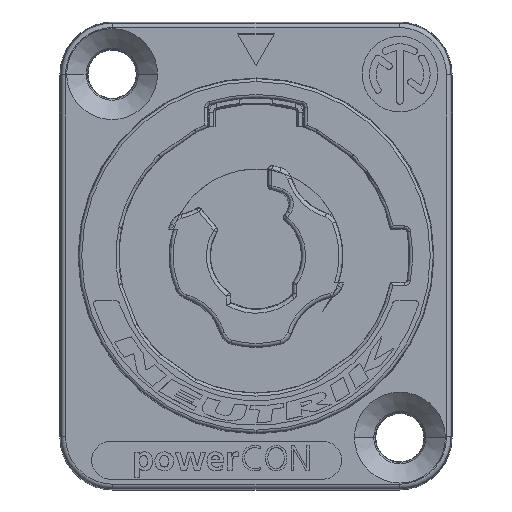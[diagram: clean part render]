
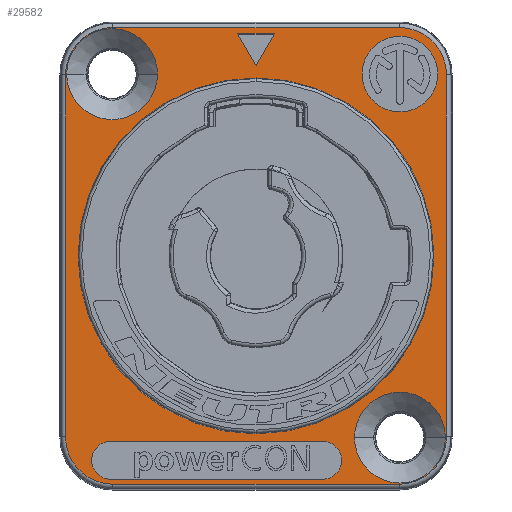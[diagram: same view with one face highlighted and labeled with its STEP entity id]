
A CAD part, top view. The second image highlights one B-rep face of the part: STEP entity #29582.
In plain terms, the highlighted planar face has unit normal (0, 0, 1).
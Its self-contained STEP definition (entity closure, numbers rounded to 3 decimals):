
#7052=CARTESIAN_POINT('',(9.5,12.,4.5));
#7053=DIRECTION('',(0.,0.,1.));
#7054=DIRECTION('',(1.,0.,0.));
#7055=AXIS2_PLACEMENT_3D('',#7052,#7053,#7054);
#7057=CARTESIAN_POINT('',(9.5,12.,4.5));
#7058=DIRECTION('',(0.,0.,1.));
#7059=DIRECTION('',(-1.,0.,0.));
#7060=AXIS2_PLACEMENT_3D('',#7057,#7058,#7059);
#7062=CARTESIAN_POINT('',(-9.6,-13.5,4.5));
#7063=DIRECTION('',(0.,0.,1.));
#7064=DIRECTION('',(0.,1.,0.));
#7065=AXIS2_PLACEMENT_3D('',#7062,#7063,#7064);
#7067=DIRECTION('',(1.,0.,0.));
#7068=VECTOR('',#7067,14.);
#7069=CARTESIAN_POINT('',(-9.6,-14.75,4.5));
#7070=LINE('',#7069,#7068);
#7071=CARTESIAN_POINT('',(4.4,-13.5,4.5));
#7072=DIRECTION('',(0.,0.,1.));
#7073=DIRECTION('',(0.,-1.,0.));
#7074=AXIS2_PLACEMENT_3D('',#7071,#7072,#7073);
#7076=DIRECTION('',(-1.,0.,0.));
#7077=VECTOR('',#7076,14.);
#7078=CARTESIAN_POINT('',(4.4,-12.25,4.5));
#7079=LINE('',#7078,#7077);
#7080=DIRECTION('',(0.5,-0.866,0.));
#7081=VECTOR('',#7080,2.4);
#7082=CARTESIAN_POINT('',(-1.2,14.65,4.5));
#7083=LINE('',#7082,#7081);
#7084=DIRECTION('',(0.5,0.866,0.));
#7085=VECTOR('',#7084,2.4);
#7086=CARTESIAN_POINT('',(0.,12.572,4.5));
#7087=LINE('',#7086,#7085);
#7088=DIRECTION('',(-1.,0.,0.));
#7089=VECTOR('',#7088,2.4);
#7090=CARTESIAN_POINT('',(1.2,14.65,4.5));
#7091=LINE('',#7090,#7089);
#7092=CARTESIAN_POINT('',(-9.5,12.,4.5));
#7093=DIRECTION('',(0.,0.,1.));
#7094=DIRECTION('',(-1.,0.,0.));
#7095=AXIS2_PLACEMENT_3D('',#7092,#7093,#7094);
#7097=CARTESIAN_POINT('',(-9.5,12.,4.5));
#7098=DIRECTION('',(0.,0.,1.));
#7099=DIRECTION('',(1.,0.,0.));
#7100=AXIS2_PLACEMENT_3D('',#7097,#7098,#7099);
#7102=CARTESIAN_POINT('',(9.5,-12.,4.5));
#7103=DIRECTION('',(0.,0.,1.));
#7104=DIRECTION('',(1.,0.,0.));
#7105=AXIS2_PLACEMENT_3D('',#7102,#7103,#7104);
#7107=CARTESIAN_POINT('',(9.5,-12.,4.5));
#7108=DIRECTION('',(0.,0.,1.));
#7109=DIRECTION('',(-1.,0.,0.));
#7110=AXIS2_PLACEMENT_3D('',#7107,#7108,#7109);
#7112=CARTESIAN_POINT('',(-9.45,11.95,4.5));
#7113=DIRECTION('',(0.,0.,1.));
#7114=DIRECTION('',(0.,1.,0.));
#7115=AXIS2_PLACEMENT_3D('',#7112,#7113,#7114);
#7117=DIRECTION('',(-1.,0.,0.));
#7118=VECTOR('',#7117,18.9);
#7119=CARTESIAN_POINT('',(9.45,15.077,4.5));
#7120=LINE('',#7119,#7118);
#7121=CARTESIAN_POINT('',(9.45,11.95,4.5));
#7122=DIRECTION('',(0.,0.,1.));
#7123=DIRECTION('',(1.,0.,0.));
#7124=AXIS2_PLACEMENT_3D('',#7121,#7122,#7123);
#7126=DIRECTION('',(0.,1.,0.));
#7127=VECTOR('',#7126,23.9);
#7128=CARTESIAN_POINT('',(12.577,-11.95,4.5));
#7129=LINE('',#7128,#7127);
#7130=CARTESIAN_POINT('',(9.45,-11.95,4.5));
#7131=DIRECTION('',(0.,0.,1.));
#7132=DIRECTION('',(0.,-1.,0.));
#7133=AXIS2_PLACEMENT_3D('',#7130,#7131,#7132);
#7135=DIRECTION('',(1.,0.,0.));
#7136=VECTOR('',#7135,18.9);
#7137=CARTESIAN_POINT('',(-9.45,-15.077,4.5));
#7138=LINE('',#7137,#7136);
#7139=CARTESIAN_POINT('',(-9.45,-11.95,4.5));
#7140=DIRECTION('',(0.,0.,1.));
#7141=DIRECTION('',(-1.,0.,0.));
#7142=AXIS2_PLACEMENT_3D('',#7139,#7140,#7141);
#7144=DIRECTION('',(0.,-1.,0.));
#7145=VECTOR('',#7144,23.9);
#7146=CARTESIAN_POINT('',(-12.577,11.95,4.5));
#7147=LINE('',#7146,#7145);
#7153=CARTESIAN_POINT('',(0.,0.,4.5));
#7154=DIRECTION('',(0.,0.,-1.));
#7155=DIRECTION('',(0.,1.,0.));
#7156=AXIS2_PLACEMENT_3D('',#7153,#7154,#7155);
#8509=CARTESIAN_POINT('',(0.,0.,4.5));
#8510=DIRECTION('',(0.,0.,1.));
#8511=DIRECTION('',(0.,1.,0.));
#8512=AXIS2_PLACEMENT_3D('',#8509,#8510,#8511);
#18425=CARTESIAN_POINT('',(0.,11.75,4.5));
#18426=CARTESIAN_POINT('',(0.,-11.75,4.5));
#18427=VERTEX_POINT('',#18425);
#18428=VERTEX_POINT('',#18426);
#18463=CARTESIAN_POINT('',(12.,12.,4.5));
#18464=CARTESIAN_POINT('',(7.,12.,4.5));
#18465=VERTEX_POINT('',#18463);
#18466=VERTEX_POINT('',#18464);
#18467=CARTESIAN_POINT('',(-9.6,-12.25,4.5));
#18468=CARTESIAN_POINT('',(-9.6,-14.75,4.5));
#18469=VERTEX_POINT('',#18467);
#18470=VERTEX_POINT('',#18468);
#18471=CARTESIAN_POINT('',(4.4,-14.75,4.5));
#18472=VERTEX_POINT('',#18471);
#18473=CARTESIAN_POINT('',(4.4,-12.25,4.5));
#18474=VERTEX_POINT('',#18473);
#18475=CARTESIAN_POINT('',(-1.2,14.65,4.5));
#18476=CARTESIAN_POINT('',(0.,12.572,4.5));
#18477=VERTEX_POINT('',#18475);
#18478=VERTEX_POINT('',#18476);
#18479=CARTESIAN_POINT('',(1.2,14.65,4.5));
#18480=VERTEX_POINT('',#18479);
#19835=CARTESIAN_POINT('',(-12.5,12.,4.5));
#19836=CARTESIAN_POINT('',(-6.5,12.,4.5));
#19837=VERTEX_POINT('',#19835);
#19838=VERTEX_POINT('',#19836);
#19843=CARTESIAN_POINT('',(12.5,-12.,4.5));
#19844=CARTESIAN_POINT('',(6.5,-12.,4.5));
#19845=VERTEX_POINT('',#19843);
#19846=VERTEX_POINT('',#19844);
#19855=CARTESIAN_POINT('',(-9.45,15.077,4.5));
#19856=CARTESIAN_POINT('',(-12.577,11.95,4.5));
#19857=VERTEX_POINT('',#19855);
#19858=VERTEX_POINT('',#19856);
#19863=CARTESIAN_POINT('',(-12.577,-11.95,4.5));
#19864=VERTEX_POINT('',#19863);
#19867=CARTESIAN_POINT('',(-9.45,-15.077,4.5));
#19868=VERTEX_POINT('',#19867);
#19871=CARTESIAN_POINT('',(9.45,-15.077,4.5));
#19872=VERTEX_POINT('',#19871);
#19875=CARTESIAN_POINT('',(12.577,-11.95,4.5));
#19876=VERTEX_POINT('',#19875);
#19879=CARTESIAN_POINT('',(12.577,11.95,4.5));
#19880=VERTEX_POINT('',#19879);
#19883=CARTESIAN_POINT('',(9.45,15.077,4.5));
#19884=VERTEX_POINT('',#19883);
#29518=CARTESIAN_POINT('',(0.,0.,4.5));
#29519=DIRECTION('',(0.,0.,-1.));
#29520=DIRECTION('',(0.,-1.,0.));
#29521=AXIS2_PLACEMENT_3D('',#29518,#29519,#29520);
#29522=PLANE('',#29521);
#29524=ORIENTED_EDGE('',*,*,#29523,.F.);
#29525=ORIENTED_EDGE('',*,*,#29508,.F.);
#29527=ORIENTED_EDGE('',*,*,#29526,.F.);
#29529=ORIENTED_EDGE('',*,*,#29528,.F.);
#29531=ORIENTED_EDGE('',*,*,#29530,.F.);
#29533=ORIENTED_EDGE('',*,*,#29532,.F.);
#29535=ORIENTED_EDGE('',*,*,#29534,.F.);
#29537=ORIENTED_EDGE('',*,*,#29536,.F.);
#29538=EDGE_LOOP('',(#29524,#29525,#29527,#29529,#29531,#29533,#29535,#29537));
#29539=FACE_OUTER_BOUND('',#29538,.F.);
#29541=ORIENTED_EDGE('',*,*,#29540,.T.);
#29543=ORIENTED_EDGE('',*,*,#29542,.T.);
#29544=EDGE_LOOP('',(#29541,#29543));
#29545=FACE_BOUND('',#29544,.F.);
#29547=ORIENTED_EDGE('',*,*,#29546,.T.);
#29549=ORIENTED_EDGE('',*,*,#29548,.T.);
#29551=ORIENTED_EDGE('',*,*,#29550,.T.);
#29553=ORIENTED_EDGE('',*,*,#29552,.T.);
#29554=EDGE_LOOP('',(#29547,#29549,#29551,#29553));
#29555=FACE_BOUND('',#29554,.F.);
#29557=ORIENTED_EDGE('',*,*,#29556,.T.);
#29559=ORIENTED_EDGE('',*,*,#29558,.T.);
#29561=ORIENTED_EDGE('',*,*,#29560,.T.);
#29562=EDGE_LOOP('',(#29557,#29559,#29561));
#29563=FACE_BOUND('',#29562,.F.);
#29565=ORIENTED_EDGE('',*,*,#29564,.T.);
#29567=ORIENTED_EDGE('',*,*,#29566,.T.);
#29568=EDGE_LOOP('',(#29565,#29567));
#29569=FACE_BOUND('',#29568,.F.);
#29571=ORIENTED_EDGE('',*,*,#29570,.T.);
#29573=ORIENTED_EDGE('',*,*,#29572,.T.);
#29574=EDGE_LOOP('',(#29571,#29573));
#29575=FACE_BOUND('',#29574,.F.);
#29577=ORIENTED_EDGE('',*,*,#29576,.F.);
#29579=ORIENTED_EDGE('',*,*,#29578,.T.);
#29580=EDGE_LOOP('',(#29577,#29579));
#29581=FACE_BOUND('',#29580,.F.);
#29582=ADVANCED_FACE('',(#29539,#29545,#29555,#29563,#29569,#29575,#29581),
#29522,.F.);
#7056=CIRCLE('',#7055,2.5);
#7061=CIRCLE('',#7060,2.5);
#7066=CIRCLE('',#7065,1.25);
#7075=CIRCLE('',#7074,1.25);
#7096=CIRCLE('',#7095,3.);
#7101=CIRCLE('',#7100,3.);
#7106=CIRCLE('',#7105,3.);
#7111=CIRCLE('',#7110,3.);
#7116=CIRCLE('',#7115,3.127);
#7125=CIRCLE('',#7124,3.127);
#7134=CIRCLE('',#7133,3.127);
#7143=CIRCLE('',#7142,3.127);
#7157=CIRCLE('',#7156,11.75);
#8513=CIRCLE('',#8512,11.75);
#29508=EDGE_CURVE('',#19884,#19857,#7120,.T.);
#29523=EDGE_CURVE('',#19857,#19858,#7116,.T.);
#29526=EDGE_CURVE('',#19880,#19884,#7125,.T.);
#29528=EDGE_CURVE('',#19876,#19880,#7129,.T.);
#29530=EDGE_CURVE('',#19872,#19876,#7134,.T.);
#29532=EDGE_CURVE('',#19868,#19872,#7138,.T.);
#29534=EDGE_CURVE('',#19864,#19868,#7143,.T.);
#29536=EDGE_CURVE('',#19858,#19864,#7147,.T.);
#29540=EDGE_CURVE('',#18465,#18466,#7056,.T.);
#29542=EDGE_CURVE('',#18466,#18465,#7061,.T.);
#29546=EDGE_CURVE('',#18469,#18470,#7066,.T.);
#29548=EDGE_CURVE('',#18470,#18472,#7070,.T.);
#29550=EDGE_CURVE('',#18472,#18474,#7075,.T.);
#29552=EDGE_CURVE('',#18474,#18469,#7079,.T.);
#29556=EDGE_CURVE('',#18477,#18478,#7083,.T.);
#29558=EDGE_CURVE('',#18478,#18480,#7087,.T.);
#29560=EDGE_CURVE('',#18480,#18477,#7091,.T.);
#29564=EDGE_CURVE('',#19837,#19838,#7096,.T.);
#29566=EDGE_CURVE('',#19838,#19837,#7101,.T.);
#29570=EDGE_CURVE('',#19845,#19846,#7106,.T.);
#29572=EDGE_CURVE('',#19846,#19845,#7111,.T.);
#29576=EDGE_CURVE('',#18427,#18428,#7157,.T.);
#29578=EDGE_CURVE('',#18427,#18428,#8513,.T.);
